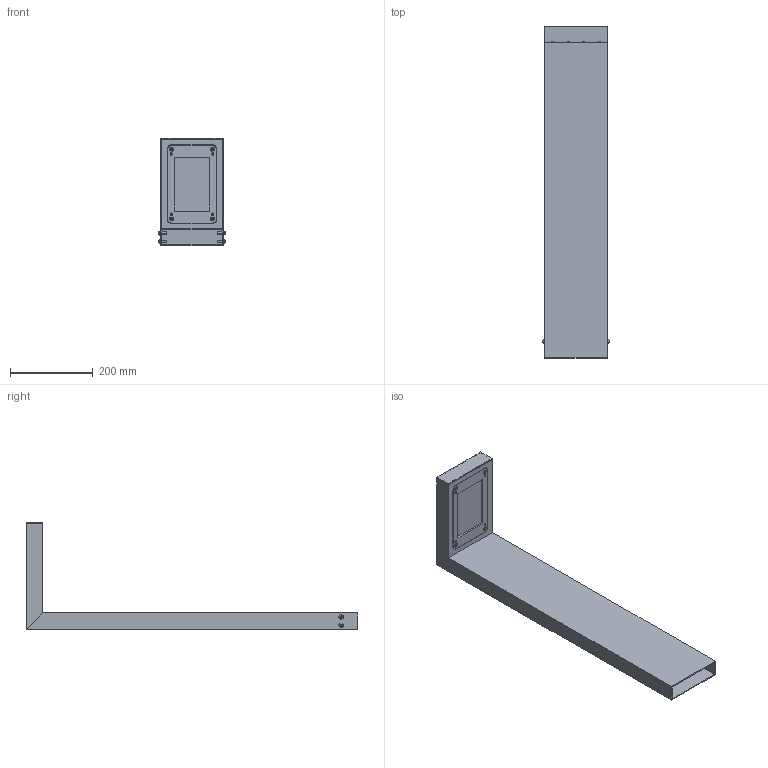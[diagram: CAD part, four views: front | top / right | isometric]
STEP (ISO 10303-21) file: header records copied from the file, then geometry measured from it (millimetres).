
FILE_DESCRIPTION (( 'STEP AP203' ), '1' );
FILE_NAME ('ATRIUM L-SHAPE LED.STEP', '2022-05-12T06:40:02', ( '' ), ( '' ), 'SwSTEP 2.0', 'SolidWorks 2019', '' );
FILE_SCHEMA (( 'CONFIG_CONTROL_DESIGN' ));
Length unit declared in the file: millimetre
Products named in the file (1): ATRIUM L-SHAPE LED
Bounding box: 159.26 x 800 x 258 mm (x, y, z)
Volume: 977722.4 mm3; surface area: 792375.5 mm2
Topology: 17 solids, 17 shells, 402 faces, 936 edges, 568 vertices
Faces by surface type: plane 214, cylinder 100, cone 64, torus 16, sphere 8
Entity records: 11357 total; most frequent: DIRECTION 2062, CARTESIAN_POINT 1891, ORIENTED_EDGE 1840, EDGE_CURVE 920, AXIS2_PLACEMENT_3D 739, LINE 584, VECTOR 584, VERTEX_POINT 568
